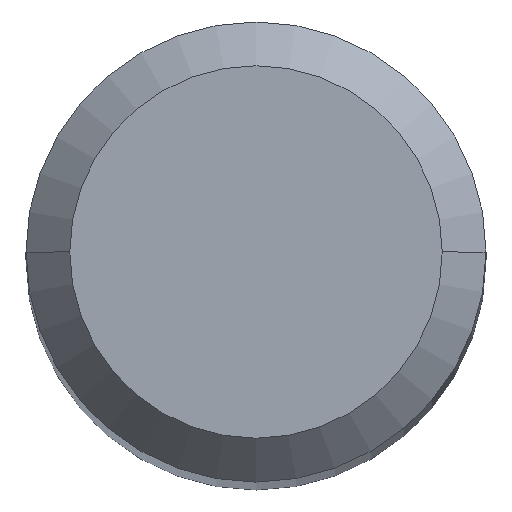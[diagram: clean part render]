
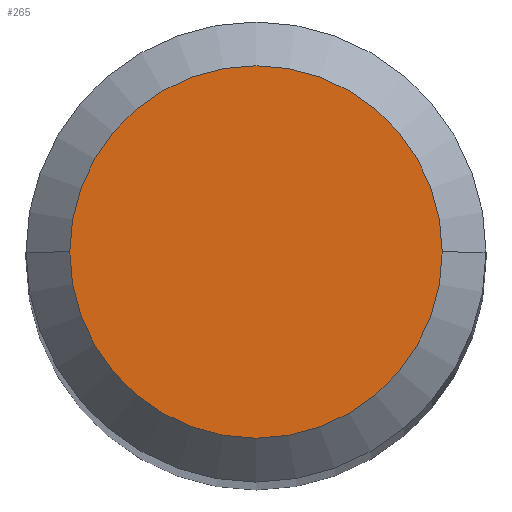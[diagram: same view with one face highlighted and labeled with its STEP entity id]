
A CAD part, top view. The second image highlights one B-rep face of the part: STEP entity #265.
In plain terms, the highlighted planar face has unit normal (0, 0, 1).
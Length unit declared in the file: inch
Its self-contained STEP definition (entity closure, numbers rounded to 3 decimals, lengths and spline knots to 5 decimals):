
#18 = CARTESIAN_POINT ( 'NONE',  ( 0., 0., 1.9685 ) ) ;
#27 = PLANE ( 'NONE',  #238 ) ;
#29 = VERTEX_POINT ( 'NONE', #288 ) ;
#92 = FACE_OUTER_BOUND ( 'NONE', #274, .T. ) ;
#103 = AXIS2_PLACEMENT_3D ( 'NONE', #18, #202, #289 ) ;
#111 = DIRECTION ( 'NONE',  ( 1., 0., 0. ) ) ;
#122 = ORIENTED_EDGE ( 'NONE', *, *, #159, .T. ) ;
#158 = DIRECTION ( 'NONE',  ( 0., 0., 1. ) ) ;
#159 = EDGE_CURVE ( 'NONE', #29, #277, #192, .T. ) ;
#162 = CARTESIAN_POINT ( 'NONE',  ( -0.06374, 0., 1.9685 ) ) ;
#189 = ORIENTED_EDGE ( 'NONE', *, *, #201, .T. ) ;
#192 = CIRCLE ( 'NONE', #103, 0.06374 ) ;
#201 = EDGE_CURVE ( 'NONE', #277, #29, #203, .T. ) ;
#202 = DIRECTION ( 'NONE',  ( 0., 0., 1. ) ) ;
#203 = CIRCLE ( 'NONE', #268, 0.06374 ) ;
#206 = CARTESIAN_POINT ( 'NONE',  ( 0., 0., 1.9685 ) ) ;
#218 = DIRECTION ( 'NONE',  ( 0., 0., 1. ) ) ;
#238 = AXIS2_PLACEMENT_3D ( 'NONE', #206, #158, #297 ) ;
#265 = ADVANCED_FACE ( 'NONE', ( #92 ), #27, .T. ) ;
#268 = AXIS2_PLACEMENT_3D ( 'NONE', #295, #218, #111 ) ;
#274 = EDGE_LOOP ( 'NONE', ( #189, #122 ) ) ;
#277 = VERTEX_POINT ( 'NONE', #162 ) ;
#288 = CARTESIAN_POINT ( 'NONE',  ( 0.06374, 0., 1.9685 ) ) ;
#289 = DIRECTION ( 'NONE',  ( 1., 0., 0. ) ) ;
#295 = CARTESIAN_POINT ( 'NONE',  ( 0., 0., 1.9685 ) ) ;
#297 = DIRECTION ( 'NONE',  ( 1., 0., 0. ) ) ;
